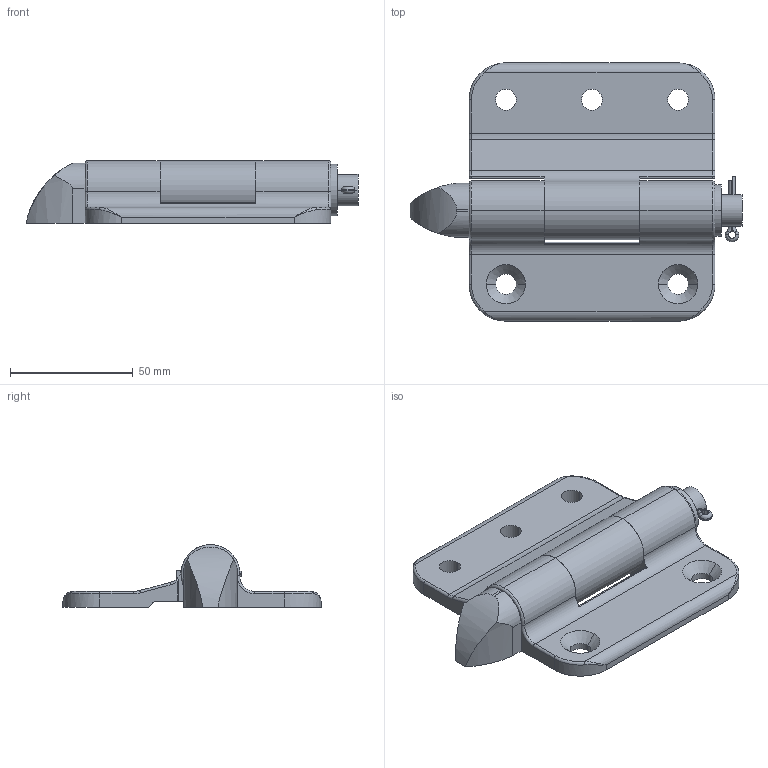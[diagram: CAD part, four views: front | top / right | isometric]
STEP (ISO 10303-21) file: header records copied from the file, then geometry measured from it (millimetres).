
FILE_DESCRIPTION (( 'STEP AP203' ), '1' );
FILE_NAME ('B-858-4S.STEP', '2019-01-15T06:19:45', ( '' ), ( '' ), 'SwSTEP 2.0', 'SolidWorks 2014', '' );
FILE_SCHEMA (( 'CONFIG_CONTROL_DESIGN' ));
Length unit declared in the file: millimetre
Products named in the file (6): B-858-4S; B-858-4S_羽根B_; B-858-4S_平座金; B-858-4S_軸_; 妱傝僺儞丂屇傃3_僗僩儗乕僩L20; B-858-4S_羽根A_
Assembly tree (5 placements, depth 2):
  B-858-4S
    B-858-4S_羽根A_
    B-858-4S_羽根B_
    B-858-4S_軸_
    妱傝僺儞丂屇傃3_僗僩儗乕僩L20
    B-858-4S_平座金
Bounding box: 135 x 105 x 25.5 mm (x, y, z)
Volume: 109515 mm3; surface area: 40297.5 mm2
Topology: 5 solids, 5 shells, 144 faces, 357 edges, 218 vertices
Faces by surface type: cylinder 74, plane 38, torus 22, bspline 6, cone 4
Entity records: 5499 total; most frequent: CARTESIAN_POINT 1367, DIRECTION 797, ORIENTED_EDGE 706, EDGE_CURVE 353, AXIS2_PLACEMENT_3D 322, VERTEX_POINT 218, CIRCLE 176, EDGE_LOOP 163
